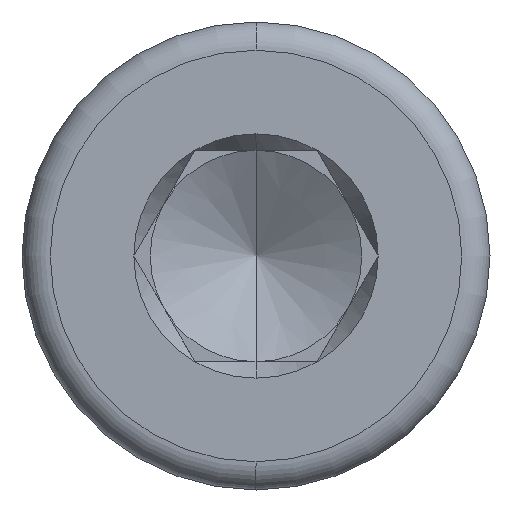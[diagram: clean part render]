
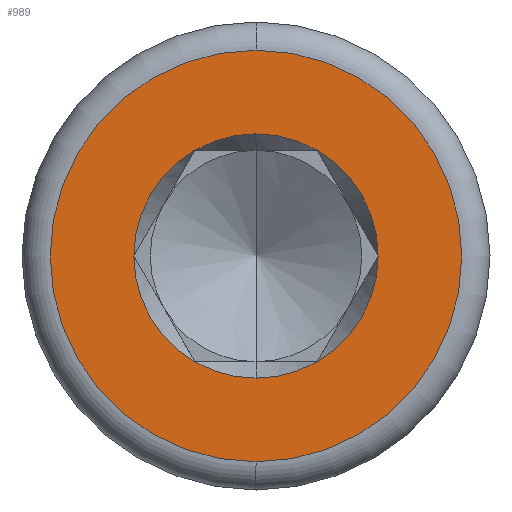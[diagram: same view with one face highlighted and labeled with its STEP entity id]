
A CAD part, left-side view. The second image highlights one B-rep face of the part: STEP entity #989.
In plain terms, the highlighted planar face has unit normal (-1, 0, 0).
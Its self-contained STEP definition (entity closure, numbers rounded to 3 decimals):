
#363 = VERTEX_POINT( '', #1054 );
#375 = EDGE_CURVE( '', #683, #399, #1066, .T. );
#399 = VERTEX_POINT( '', #1093 );
#437 = VERTEX_POINT( '', #1138 );
#463 = VERTEX_POINT( '', #1164 );
#473 = VERTEX_POINT( '', #1174 );
#475 = EDGE_CURVE( '', #437, #949, #1176, .T. );
#487 = EDGE_CURVE( '', #949, #665, #1189, .T. );
#541 = EDGE_CURVE( '', #463, #437, #1252, .T. );
#591 = VERTEX_POINT( '', #1307 );
#607 = VERTEX_POINT( '', #1323 );
#665 = VERTEX_POINT( '', #1387 );
#683 = VERTEX_POINT( '', #1406 );
#695 = EDGE_CURVE( '', #363, #607, #1420, .T. );
#737 = EDGE_CURVE( '', #473, #463, #1471, .T. );
#787 = EDGE_CURVE( '', #399, #683, #1526, .T. );
#863 = EDGE_CURVE( '', #607, #591, #1610, .T. );
#937 = EDGE_CURVE( '', #665, #363, #1692, .T. );
#949 = VERTEX_POINT( '', #1705 );
#989 = ADVANCED_FACE( '', ( #1750, #1751 ), #1752, .T. );
#997 = EDGE_CURVE( '', #591, #473, #1762, .T. );
#1054 = CARTESIAN_POINT( '', ( -8., 1.732, 3. ) );
#1066 = CIRCLE( '', #1838, 5.835 );
#1093 = CARTESIAN_POINT( '', ( -8., 0., 5.835 ) );
#1138 = CARTESIAN_POINT( '', ( -8., -3.464, 0. ) );
#1164 = CARTESIAN_POINT( '', ( -8., -1.732, -3. ) );
#1174 = CARTESIAN_POINT( '', ( -8., 0., -3.464 ) );
#1176 = CIRCLE( '', #2013, 3.464 );
#1189 = CIRCLE( '', #2031, 3.464 );
#1252 = CIRCLE( '', #2122, 3.464 );
#1307 = CARTESIAN_POINT( '', ( -8., 1.732, -3. ) );
#1323 = CARTESIAN_POINT( '', ( -8., 3.464, 0. ) );
#1387 = CARTESIAN_POINT( '', ( -8., 0., 3.464 ) );
#1406 = CARTESIAN_POINT( '', ( -8., 0., -5.835 ) );
#1420 = CIRCLE( '', #2395, 3.464 );
#1471 = CIRCLE( '', #2458, 3.464 );
#1526 = CIRCLE( '', #2543, 5.835 );
#1610 = CIRCLE( '', #2660, 3.464 );
#1692 = CIRCLE( '', #2777, 3.464 );
#1705 = CARTESIAN_POINT( '', ( -8., -1.732, 3. ) );
#1750 = FACE_BOUND( '', #2853, .T. );
#1751 = FACE_OUTER_BOUND( '', #2854, .T. );
#1752 = PLANE( '', #2855 );
#1762 = CIRCLE( '', #2866, 3.464 );
#1838 = AXIS2_PLACEMENT_3D( '', #2942, #2943, #2944 );
#2013 = AXIS2_PLACEMENT_3D( '', #3052, #3053, #3054 );
#2031 = AXIS2_PLACEMENT_3D( '', #3065, #3066, #3067 );
#2122 = AXIS2_PLACEMENT_3D( '', #3158, #3159, #3160 );
#2395 = AXIS2_PLACEMENT_3D( '', #3326, #3327, #3328 );
#2458 = AXIS2_PLACEMENT_3D( '', #3418, #3419, #3420 );
#2543 = AXIS2_PLACEMENT_3D( '', #3475, #3476, #3477 );
#2660 = AXIS2_PLACEMENT_3D( '', #3568, #3569, #3570 );
#2777 = AXIS2_PLACEMENT_3D( '', #3672, #3673, #3674 );
#2853 = EDGE_LOOP( '', ( #3736, #3737, #3738, #3739, #3740, #3741, #3742, #3743 ) );
#2854 = EDGE_LOOP( '', ( #3744, #3745 ) );
#2855 = AXIS2_PLACEMENT_3D( '', #3746, #3747, #3748 );
#2866 = AXIS2_PLACEMENT_3D( '', #3765, #3766, #3767 );
#2942 = CARTESIAN_POINT( '', ( -8., 0., 0. ) );
#2943 = DIRECTION( '', ( -1., 0., 0. ) );
#2944 = DIRECTION( '', ( 0., 0., -1. ) );
#3052 = CARTESIAN_POINT( '', ( -8., 0., 0. ) );
#3053 = DIRECTION( '', ( -1., 0., 0. ) );
#3054 = DIRECTION( '', ( 0., 0., -1. ) );
#3065 = CARTESIAN_POINT( '', ( -8., 0., 0. ) );
#3066 = DIRECTION( '', ( -1., 0., 0. ) );
#3067 = DIRECTION( '', ( 0., 0., -1. ) );
#3158 = CARTESIAN_POINT( '', ( -8., 0., 0. ) );
#3159 = DIRECTION( '', ( -1., 0., 0. ) );
#3160 = DIRECTION( '', ( 0., 0., -1. ) );
#3326 = CARTESIAN_POINT( '', ( -8., 0., 0. ) );
#3327 = DIRECTION( '', ( -1., 0., 0. ) );
#3328 = DIRECTION( '', ( 0., 0., -1. ) );
#3418 = CARTESIAN_POINT( '', ( -8., 0., 0. ) );
#3419 = DIRECTION( '', ( -1., 0., 0. ) );
#3420 = DIRECTION( '', ( 0., 0., -1. ) );
#3475 = CARTESIAN_POINT( '', ( -8., 0., 0. ) );
#3476 = DIRECTION( '', ( -1., 0., 0. ) );
#3477 = DIRECTION( '', ( 0., 0., -1. ) );
#3568 = CARTESIAN_POINT( '', ( -8., 0., 0. ) );
#3569 = DIRECTION( '', ( -1., 0., 0. ) );
#3570 = DIRECTION( '', ( 0., 0., -1. ) );
#3672 = CARTESIAN_POINT( '', ( -8., 0., 0. ) );
#3673 = DIRECTION( '', ( -1., 0., 0. ) );
#3674 = DIRECTION( '', ( 0., 0., -1. ) );
#3736 = ORIENTED_EDGE( '', *, *, #997, .F. );
#3737 = ORIENTED_EDGE( '', *, *, #863, .F. );
#3738 = ORIENTED_EDGE( '', *, *, #695, .F. );
#3739 = ORIENTED_EDGE( '', *, *, #937, .F. );
#3740 = ORIENTED_EDGE( '', *, *, #487, .F. );
#3741 = ORIENTED_EDGE( '', *, *, #475, .F. );
#3742 = ORIENTED_EDGE( '', *, *, #541, .F. );
#3743 = ORIENTED_EDGE( '', *, *, #737, .F. );
#3744 = ORIENTED_EDGE( '', *, *, #375, .T. );
#3745 = ORIENTED_EDGE( '', *, *, #787, .T. );
#3746 = CARTESIAN_POINT( '', ( -8., 0., -4.65 ) );
#3747 = DIRECTION( '', ( -1., 0., 0. ) );
#3748 = DIRECTION( '', ( 0., 0., -1. ) );
#3765 = CARTESIAN_POINT( '', ( -8., 0., 0. ) );
#3766 = DIRECTION( '', ( -1., 0., 0. ) );
#3767 = DIRECTION( '', ( 0., 0., -1. ) );
